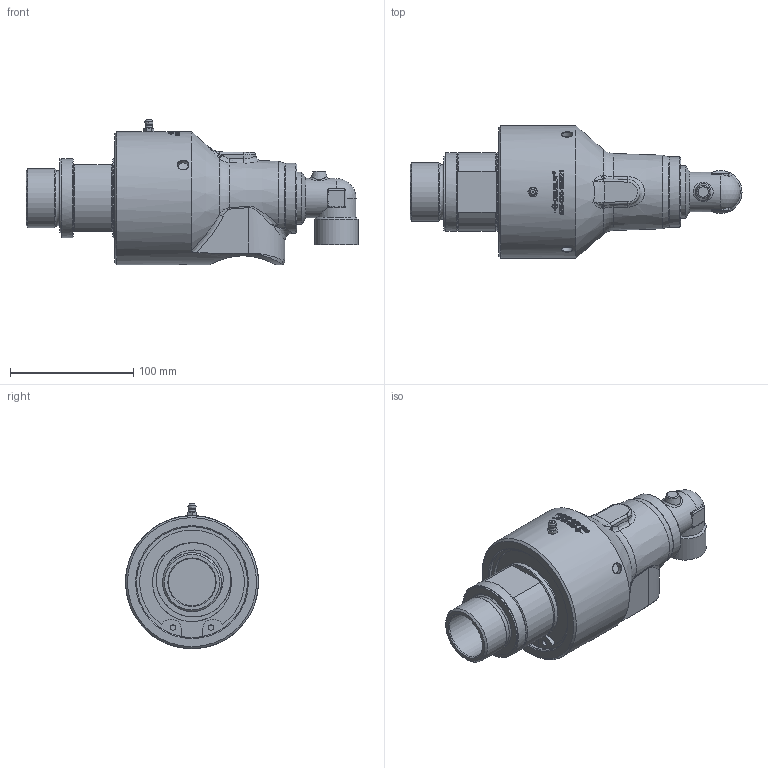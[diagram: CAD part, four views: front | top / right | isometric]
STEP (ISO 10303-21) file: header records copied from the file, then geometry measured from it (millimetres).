
FILE_DESCRIPTION(/* description */ (''),/* implementation_level */ '2;1');
FILE_NAME(/* name */ '555-000-199221-IC.stp',/* time_stamp */ '2020-05-20T10:57:09-05:00',/* author */ ('GALINDOLM'),/* organization */ (''),/* preprocessor_version */ 'ST-DEVELOPER v18',/* originating_system */ 'Autodesk Inventor 2020',/* authorisation */ '');
FILE_SCHEMA (('AUTOMOTIVE_DESIGN { 1 0 10303 214 3 1 1 }'));
Products named in the file (1): 555-000-199221-IC
Bounding box: 269.5 x 108 x 117.99 mm (x, y, z)
Volume: 978944.8 mm3; surface area: 113994.2 mm2
Topology: 1 solids, 4 shells, 603 faces, 1602 edges, 1043 vertices
Faces by surface type: bspline 307, plane 142, cylinder 100, cone 35, sphere 11, torus 8
Full cylindrical faces by diameter (mm): 3 x1, 3.12 x2, 4.361 x2, 8.6 x3, 23.401 x1, 24.117 x1, 32 x1, 35 x1, 37 x1, 38.1 x1, 43.256 x1, 47.803 x1, 53.7 x1, 56.25 x1, 57 x1, 60.3 x1, 64 x2, 90.07 x1, 97.2 x1, 108 x1
Entity records: 76555 total; most frequent: CARTESIAN_POINT 62620, ORIENTED_EDGE 3166, DIRECTION 2317, EDGE_CURVE 1583, VERTEX_POINT 1043, AXIS2_PLACEMENT_3D 887, EDGE_LOOP 659, FACE_OUTER_BOUND 603
